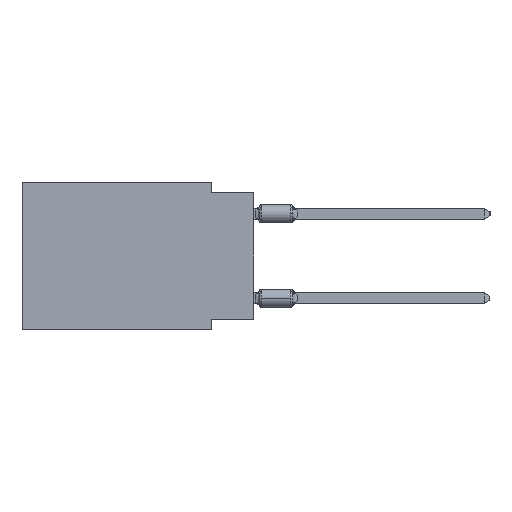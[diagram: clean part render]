
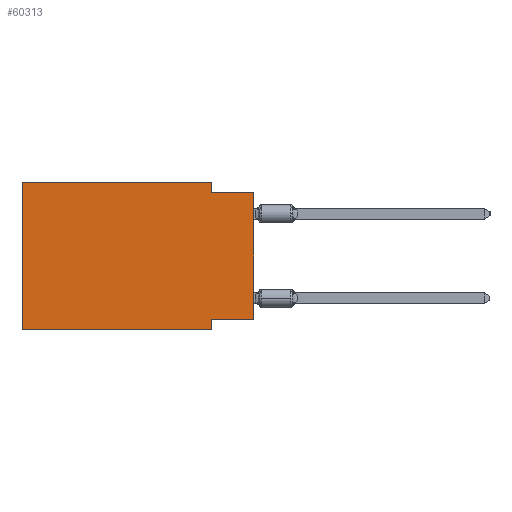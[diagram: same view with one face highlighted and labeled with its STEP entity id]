
A CAD part, left-side view. The second image highlights one B-rep face of the part: STEP entity #60313.
In plain terms, the highlighted planar face has unit normal (-1, 0, 0).
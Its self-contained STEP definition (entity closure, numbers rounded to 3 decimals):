
#547 = VECTOR ( 'NONE', #64028, 1000. ) ;
#1068 = LINE ( 'NONE', #6734, #42756 ) ;
#1189 = DIRECTION ( 'NONE',  ( 0., -1., 0. ) ) ;
#1268 = DIRECTION ( 'NONE',  ( 0., -1., 0. ) ) ;
#3853 = VERTEX_POINT ( 'NONE', #25700 ) ;
#4399 = DIRECTION ( 'NONE',  ( 0., 0., 1. ) ) ;
#5026 = ORIENTED_EDGE ( 'NONE', *, *, #39514, .F. ) ;
#6025 = EDGE_CURVE ( 'NONE', #30983, #37301, #44795, .T. ) ;
#6734 = CARTESIAN_POINT ( 'NONE',  ( 0., 13.97, -8.89 ) ) ;
#9638 = AXIS2_PLACEMENT_3D ( 'NONE', #12541, #53282, #27893 ) ;
#10295 = LINE ( 'NONE', #50708, #58916 ) ;
#10513 = CARTESIAN_POINT ( 'NONE',  ( 0., 2.54, -8.255 ) ) ;
#11463 = DIRECTION ( 'NONE',  ( 0., 0., -1. ) ) ;
#12541 = CARTESIAN_POINT ( 'NONE',  ( 0., 13.97, 0. ) ) ;
#13399 = ORIENTED_EDGE ( 'NONE', *, *, #26446, .F. ) ;
#13749 = CARTESIAN_POINT ( 'NONE',  ( 0., 0., 0. ) ) ;
#15350 = CARTESIAN_POINT ( 'NONE',  ( 0., 2.54, -8.89 ) ) ;
#18891 = LINE ( 'NONE', #59660, #547 ) ;
#21630 = DIRECTION ( 'NONE',  ( 0., 1., 0. ) ) ;
#23783 = EDGE_CURVE ( 'NONE', #64305, #64987, #36824, .T. ) ;
#25670 = ORIENTED_EDGE ( 'NONE', *, *, #26096, .F. ) ;
#25700 = CARTESIAN_POINT ( 'NONE',  ( 0., 13.97, 0. ) ) ;
#26096 = EDGE_CURVE ( 'NONE', #3853, #62944, #27274, .T. ) ;
#26446 = EDGE_CURVE ( 'NONE', #45558, #37301, #37545, .T. ) ;
#27274 = LINE ( 'NONE', #57362, #54383 ) ;
#27426 = ORIENTED_EDGE ( 'NONE', *, *, #6025, .T. ) ;
#27893 = DIRECTION ( 'NONE',  ( 0., 0., -1. ) ) ;
#28118 = LINE ( 'NONE', #38449, #47619 ) ;
#28423 = EDGE_CURVE ( 'NONE', #62944, #45558, #28118, .T. ) ;
#29564 = ORIENTED_EDGE ( 'NONE', *, *, #28423, .F. ) ;
#30631 = ORIENTED_EDGE ( 'NONE', *, *, #23783, .F. ) ;
#30983 = VERTEX_POINT ( 'NONE', #56462 ) ;
#33416 = CARTESIAN_POINT ( 'NONE',  ( 0., 0., -0.635 ) ) ;
#34136 = VECTOR ( 'NONE', #1189, 1000. ) ;
#36824 = LINE ( 'NONE', #57231, #52140 ) ;
#37301 = VERTEX_POINT ( 'NONE', #33416 ) ;
#37545 = LINE ( 'NONE', #47254, #34136 ) ;
#37901 = PLANE ( 'NONE',  #9638 ) ;
#38449 = CARTESIAN_POINT ( 'NONE',  ( 0., 2.54, 0. ) ) ;
#39514 = EDGE_CURVE ( 'NONE', #49688, #3853, #18891, .T. ) ;
#40363 = CARTESIAN_POINT ( 'NONE',  ( 0., 2.54, -0.635 ) ) ;
#42756 = VECTOR ( 'NONE', #63511, 1000. ) ;
#44795 = LINE ( 'NONE', #13749, #59893 ) ;
#45305 = EDGE_CURVE ( 'NONE', #49688, #64987, #1068, .T. ) ;
#45558 = VERTEX_POINT ( 'NONE', #40363 ) ;
#47254 = CARTESIAN_POINT ( 'NONE',  ( 0., 0., -0.635 ) ) ;
#47619 = VECTOR ( 'NONE', #58862, 1000. ) ;
#47947 = FACE_OUTER_BOUND ( 'NONE', #58151, .T. ) ;
#48626 = CARTESIAN_POINT ( 'NONE',  ( 0., 2.54, 0. ) ) ;
#49688 = VERTEX_POINT ( 'NONE', #51528 ) ;
#50708 = CARTESIAN_POINT ( 'NONE',  ( 0., 0., -8.255 ) ) ;
#51528 = CARTESIAN_POINT ( 'NONE',  ( 0., 13.97, -8.89 ) ) ;
#51758 = EDGE_CURVE ( 'NONE', #30983, #64305, #10295, .T. ) ;
#52140 = VECTOR ( 'NONE', #11463, 1000. ) ;
#53282 = DIRECTION ( 'NONE',  ( 1., 0., 0. ) ) ;
#54383 = VECTOR ( 'NONE', #1268, 1000. ) ;
#56462 = CARTESIAN_POINT ( 'NONE',  ( 0., 0., -8.255 ) ) ;
#57231 = CARTESIAN_POINT ( 'NONE',  ( 0., 2.54, -8.89 ) ) ;
#57362 = CARTESIAN_POINT ( 'NONE',  ( 0., 13.97, 0. ) ) ;
#58151 = EDGE_LOOP ( 'NONE', ( #27426, #13399, #29564, #25670, #5026, #61718, #30631, #61605 ) ) ;
#58862 = DIRECTION ( 'NONE',  ( 0., 0., -1. ) ) ;
#58916 = VECTOR ( 'NONE', #21630, 1000. ) ;
#59660 = CARTESIAN_POINT ( 'NONE',  ( 0., 13.97, 0. ) ) ;
#59893 = VECTOR ( 'NONE', #4399, 1000. ) ;
#60313 = ADVANCED_FACE ( 'NONE', ( #47947 ), #37901, .F. ) ;
#61605 = ORIENTED_EDGE ( 'NONE', *, *, #51758, .F. ) ;
#61718 = ORIENTED_EDGE ( 'NONE', *, *, #45305, .T. ) ;
#62944 = VERTEX_POINT ( 'NONE', #48626 ) ;
#63511 = DIRECTION ( 'NONE',  ( 0., -1., 0. ) ) ;
#64028 = DIRECTION ( 'NONE',  ( 0., 0., 1. ) ) ;
#64305 = VERTEX_POINT ( 'NONE', #10513 ) ;
#64987 = VERTEX_POINT ( 'NONE', #15350 ) ;
